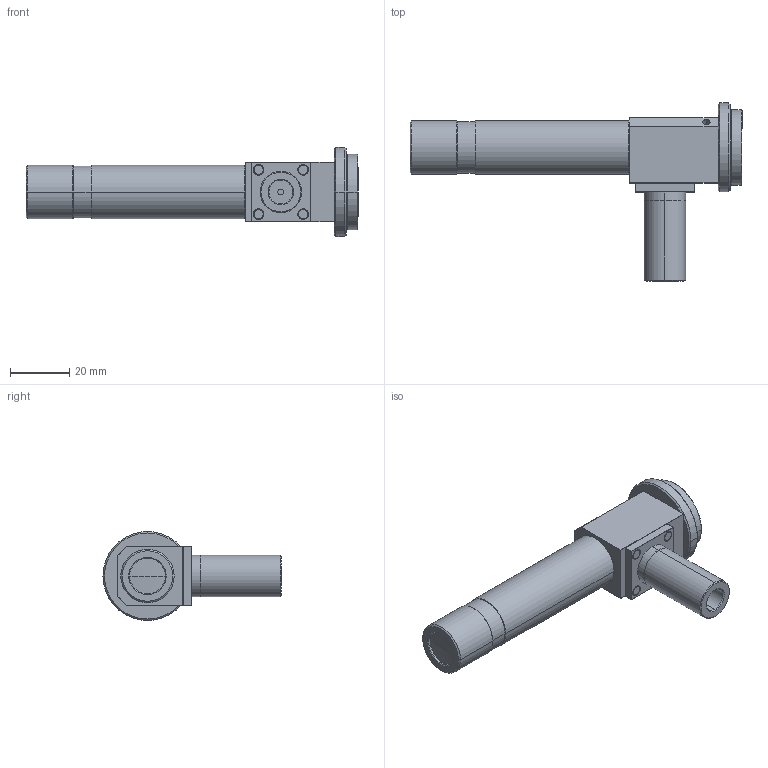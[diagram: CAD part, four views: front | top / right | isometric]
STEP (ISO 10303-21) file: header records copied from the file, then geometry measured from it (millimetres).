
FILE_DESCRIPTION (( 'STEP AP214' ), '1' );
FILE_NAME ('HR-6F-71 3D-Data.STEP', '2017-02-21T02:36:05', ( '' ), ( '' ), 'SwSTEP 2.0', 'SolidWorks 2016', '' );
FILE_SCHEMA (( 'AUTOMOTIVE_DESIGN' ));
Length unit declared in the file: millimetre
Products named in the file (2): HR-6F-71 3D-Data
Bounding box: 111.9 x 60 x 30 mm (x, y, z)
Volume: 46019.1 mm3; surface area: 15167.8 mm2
Topology: 7 solids, 7 shells, 184 faces, 356 edges, 207 vertices
Faces by surface type: plane 82, cylinder 56, cone 36, torus 8, sphere 2
Entity records: 6747 total; most frequent: DIRECTION 892, CARTESIAN_POINT 749, ORIENTED_EDGE 712, EDGE_CURVE 356, AXIS2_PLACEMENT_3D 350, EDGE_LOOP 207, VERTEX_POINT 207, UNCERTAINTY_MEASURE_WITH_UNIT 193
